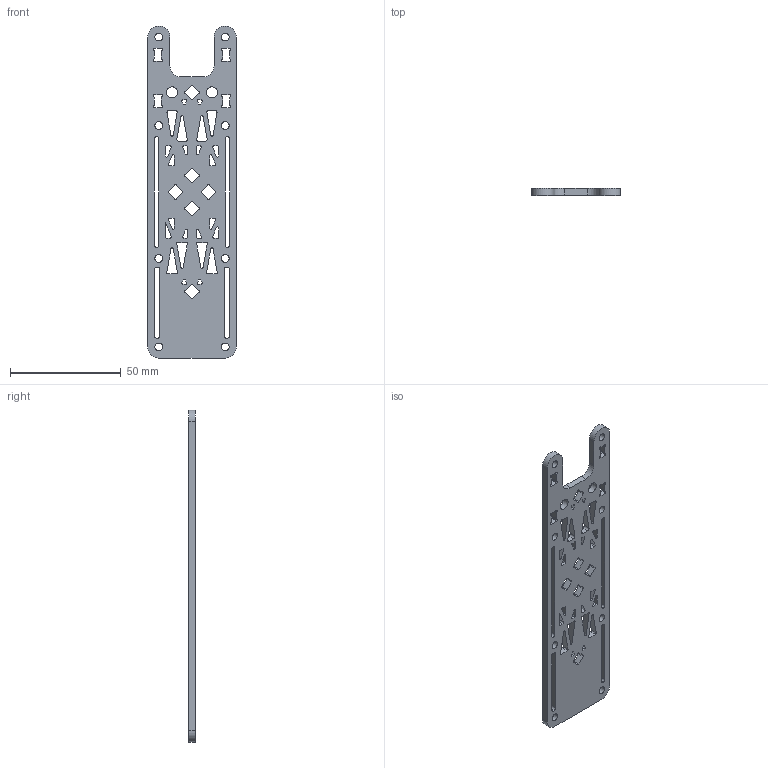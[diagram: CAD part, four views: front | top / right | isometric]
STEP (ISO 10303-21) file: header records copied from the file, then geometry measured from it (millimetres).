
FILE_DESCRIPTION(/* description */ (''),/* implementation_level */ '2;1');
FILE_NAME(/* name */ 'Top Mrk 2.stp',/* time_stamp */ '2025-07-19T18:09:06+10:00',/* author */ ('User'),/* organization */ (''),/* preprocessor_version */ 'ST-DEVELOPER v20.1',/* originating_system */ 'Autodesk Inventor 2026',/* authorisation */ '');
FILE_SCHEMA (('AUTOMOTIVE_DESIGN { 1 0 10303 214 3 1 1 }'));
Length unit declared in the file: millimetre
Products named in the file (1): Top Mrk 2
Bounding box: 40 x 3 x 150 mm (x, y, z)
Volume: 13296.2 mm3; surface area: 13283.9 mm2
Topology: 1 solids, 1 shells, 317 faces, 945 edges, 630 vertices
Faces by surface type: cylinder 169, plane 148
Full cylindrical faces by diameter (mm): 3.5 x8, 5 x2
Entity records: 10992 total; most frequent: DIRECTION 1919, CARTESIAN_POINT 1893, ORIENTED_EDGE 1890, EDGE_CURVE 945, AXIS2_PLACEMENT_3D 656, VERTEX_POINT 630, LINE 607, VECTOR 607
